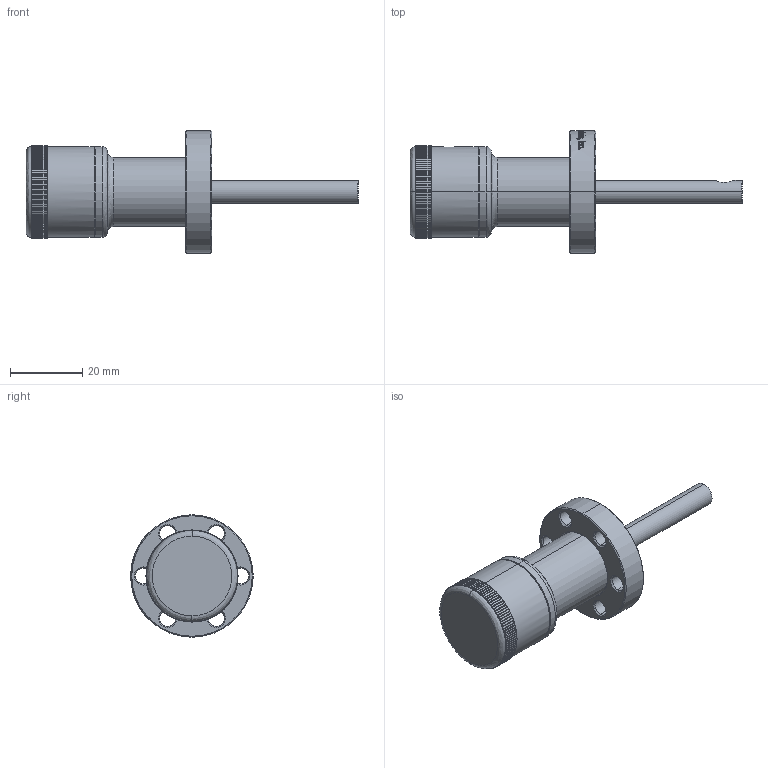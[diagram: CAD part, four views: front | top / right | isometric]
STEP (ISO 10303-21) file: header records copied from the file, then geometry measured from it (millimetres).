
FILE_DESCRIPTION (( 'STEP AP203' ), '1' );
FILE_NAME ('113200.stp', '2018-04-19T16:32:18', ( '' ), ( '' ), 'SwSTEP 2.0', 'SolidWorks 2012', '' );
FILE_SCHEMA (( 'CONFIG_CONTROL_DESIGN' ));
Products named in the file (1): 113200
Bounding box: 91.64 x 33.78 x 33.78 mm (x, y, z)
Volume: 23908.7 mm3; surface area: 7415 mm2
Topology: 1 solids, 1 shells, 952 faces, 2243 edges, 1327 vertices
Faces by surface type: plane 581, cylinder 184, bspline 149, cone 38
Entity records: 54528 total; most frequent: CARTESIAN_POINT 33602, ORIENTED_EDGE 4482, DIRECTION 4071, EDGE_CURVE 2241, AXIS2_PLACEMENT_3D 1452, VERTEX_POINT 1327, VECTOR 1167, LINE 1167
